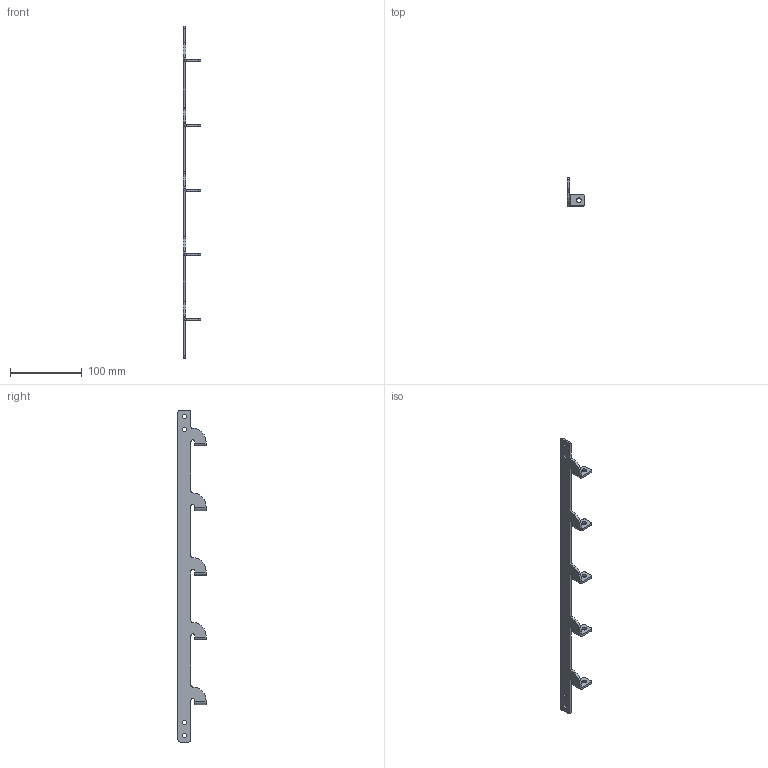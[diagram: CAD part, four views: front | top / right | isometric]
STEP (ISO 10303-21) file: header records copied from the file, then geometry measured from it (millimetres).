
FILE_DESCRIPTION (( 'STEP AP203' ), '1' );
FILE_NAME ('bus_bar^main.STEP', '2023-07-18T19:37:06', ( '' ), ( '' ), 'SwSTEP 2.0', 'SolidWorks 2021', '' );
FILE_SCHEMA (( 'CONFIG_CONTROL_DESIGN' ));
Length unit declared in the file: millimetre
Products named in the file (1): bus_bar^main
Bounding box: 24 x 39 x 462 mm (x, y, z)
Volume: 34875.5 mm3; surface area: 27927.2 mm2
Topology: 1 solids, 1 shells, 118 faces, 308 edges, 192 vertices
Faces by surface type: cylinder 62, plane 56
Entity records: 3729 total; most frequent: DIRECTION 670, CARTESIAN_POINT 619, ORIENTED_EDGE 616, EDGE_CURVE 308, AXIS2_PLACEMENT_3D 243, VERTEX_POINT 192, LINE 184, VECTOR 184
